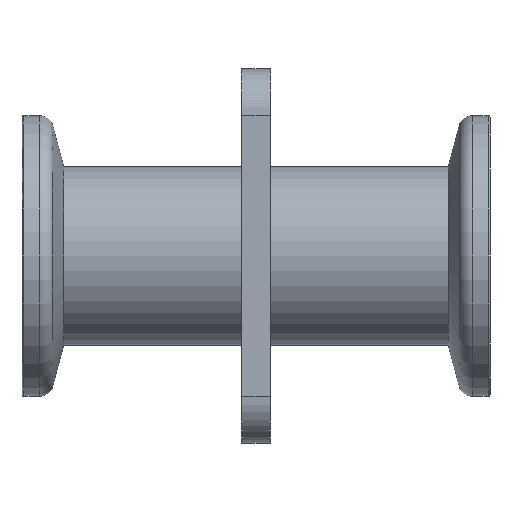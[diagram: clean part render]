
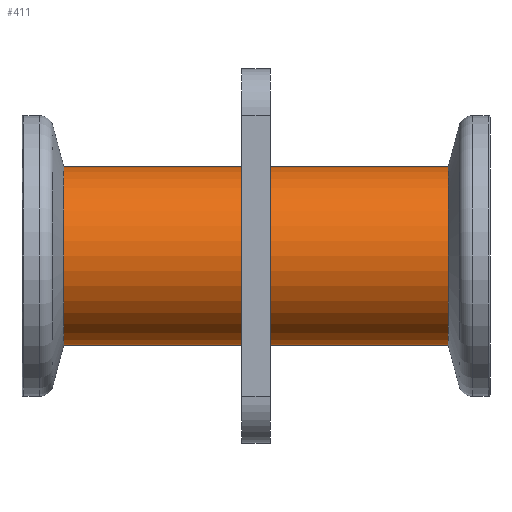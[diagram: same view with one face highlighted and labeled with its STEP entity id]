
A CAD part, front view. The second image highlights one B-rep face of the part: STEP entity #411.
In plain terms, the highlighted cylindrical face has radius 9.525 mm (diameter 19.05 mm), a partial arc.
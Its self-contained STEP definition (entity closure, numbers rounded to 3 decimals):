
#24 = VERTEX_POINT ( 'NONE', #266 ) ;
#27 = VERTEX_POINT ( 'NONE', #785 ) ;
#34 = DIRECTION ( 'NONE',  ( 0., 0., -1. ) ) ;
#45 = ORIENTED_EDGE ( 'NONE', *, *, #742, .T. ) ;
#64 = DIRECTION ( 'NONE',  ( 0., 0., 1. ) ) ;
#82 = CARTESIAN_POINT ( 'NONE',  ( -21.5, 0., 0. ) ) ;
#93 = EDGE_CURVE ( 'NONE', #27, #24, #493, .T. ) ;
#97 = VECTOR ( 'NONE', #1263, 1000. ) ;
#104 = VECTOR ( 'NONE', #1419, 1000. ) ;
#111 = VERTEX_POINT ( 'NONE', #263 ) ;
#147 = CARTESIAN_POINT ( 'NONE',  ( 21.5, 0., 0. ) ) ;
#159 = EDGE_LOOP ( 'NONE', ( #603, #735, #342, #45 ) ) ;
#263 = CARTESIAN_POINT ( 'NONE',  ( -21.5, 0., 9.525 ) ) ;
#266 = CARTESIAN_POINT ( 'NONE',  ( 21.5, 0., -9.525 ) ) ;
#324 = CARTESIAN_POINT ( 'NONE',  ( -21.5, 0., -9.525 ) ) ;
#342 = ORIENTED_EDGE ( 'NONE', *, *, #480, .T. ) ;
#345 = AXIS2_PLACEMENT_3D ( 'NONE', #768, #1510, #64 ) ;
#411 = ADVANCED_FACE ( 'NONE', ( #790 ), #1400, .T. ) ;
#418 = CARTESIAN_POINT ( 'NONE',  ( 21.5, 0., 9.525 ) ) ;
#480 = EDGE_CURVE ( 'NONE', #27, #111, #702, .T. ) ;
#493 = CIRCLE ( 'NONE', #1290, 9.525 ) ;
#549 = DIRECTION ( 'NONE',  ( 0., 0., -1. ) ) ;
#597 = VERTEX_POINT ( 'NONE', #324 ) ;
#603 = ORIENTED_EDGE ( 'NONE', *, *, #878, .F. ) ;
#616 = AXIS2_PLACEMENT_3D ( 'NONE', #82, #1392, #549 ) ;
#702 = LINE ( 'NONE', #418, #97 ) ;
#735 = ORIENTED_EDGE ( 'NONE', *, *, #93, .F. ) ;
#742 = EDGE_CURVE ( 'NONE', #111, #597, #936, .T. ) ;
#768 = CARTESIAN_POINT ( 'NONE',  ( 21.5, 0., 0. ) ) ;
#785 = CARTESIAN_POINT ( 'NONE',  ( 21.5, 0., 9.525 ) ) ;
#790 = FACE_OUTER_BOUND ( 'NONE', #159, .T. ) ;
#850 = DIRECTION ( 'NONE',  ( 1., 0., 0. ) ) ;
#878 = EDGE_CURVE ( 'NONE', #24, #597, #1366, .T. ) ;
#936 = CIRCLE ( 'NONE', #616, 9.525 ) ;
#1263 = DIRECTION ( 'NONE',  ( -1., 0., 0. ) ) ;
#1290 = AXIS2_PLACEMENT_3D ( 'NONE', #147, #850, #34 ) ;
#1292 = CARTESIAN_POINT ( 'NONE',  ( 21.5, 0., -9.525 ) ) ;
#1366 = LINE ( 'NONE', #1292, #104 ) ;
#1392 = DIRECTION ( 'NONE',  ( 1., 0., 0. ) ) ;
#1400 = CYLINDRICAL_SURFACE ( 'NONE', #345, 9.525 ) ;
#1419 = DIRECTION ( 'NONE',  ( -1., 0., 0. ) ) ;
#1510 = DIRECTION ( 'NONE',  ( -1., 0., 0. ) ) ;
